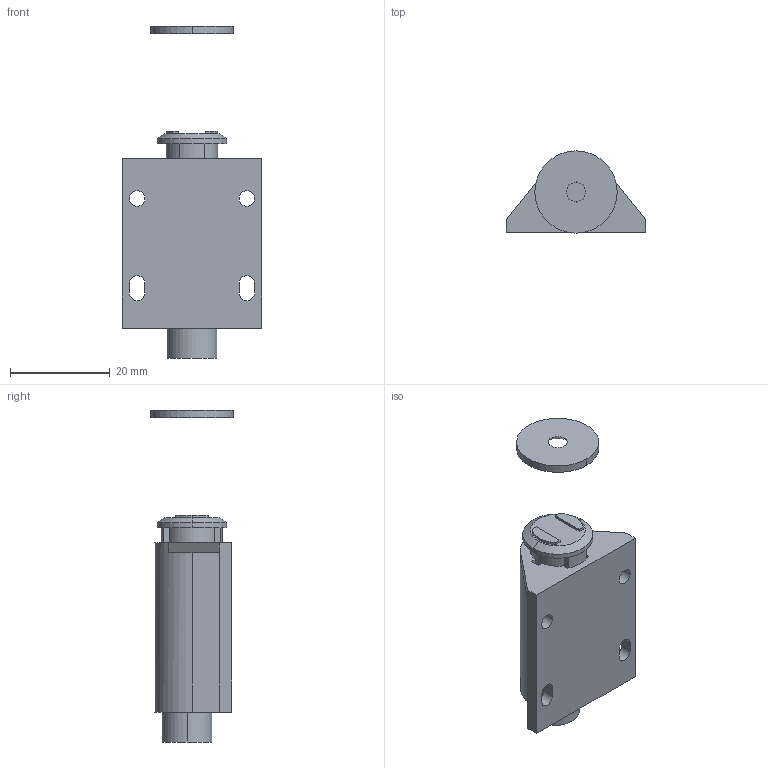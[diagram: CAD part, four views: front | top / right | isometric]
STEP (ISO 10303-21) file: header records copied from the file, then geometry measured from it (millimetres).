
FILE_DESCRIPTION (( 'STEP AP203' ), '1' );
FILE_NAME ('C-107-1.STEP', '2019-08-22T00:57:22', ( '' ), ( '' ), 'SwSTEP 2.0', 'SolidWorks 2014', '' );
FILE_SCHEMA (( 'CONFIG_CONTROL_DESIGN' ));
Length unit declared in the file: millimetre
Products named in the file (4): C-107-1芯_; C-107-1受け_; C-107-1; C-107-1ケース_
Assembly tree (3 placements, depth 2):
  C-107-1
    C-107-1ケース_
    C-107-1芯_
    C-107-1受け_
Bounding box: 28 x 16.5 x 66.6 mm (x, y, z)
Volume: 9334 mm3; surface area: 5440.1 mm2
Topology: 3 solids, 3 shells, 80 faces, 203 edges, 134 vertices
Faces by surface type: plane 44, cylinder 32, cone 4
Entity records: 2861 total; most frequent: DIRECTION 447, CARTESIAN_POINT 423, ORIENTED_EDGE 406, EDGE_CURVE 203, AXIS2_PLACEMENT_3D 158, VERTEX_POINT 134, LINE 131, VECTOR 131
